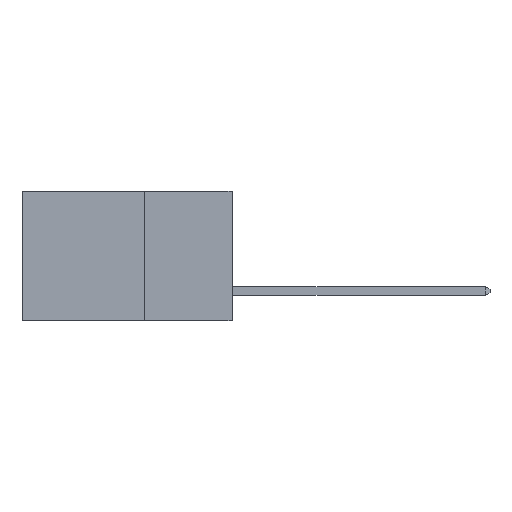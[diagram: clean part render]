
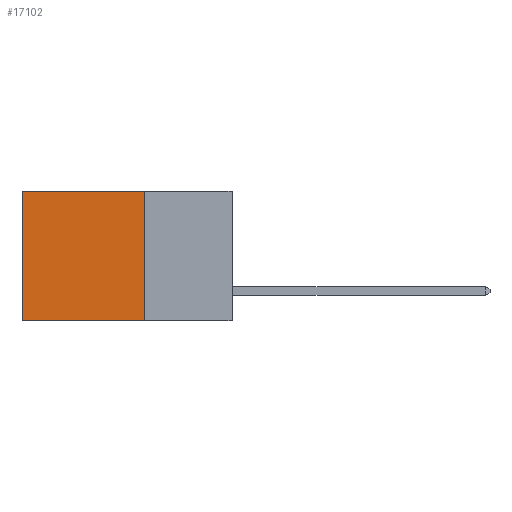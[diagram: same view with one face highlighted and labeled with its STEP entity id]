
A CAD part, left-side view. The second image highlights one B-rep face of the part: STEP entity #17102.
In plain terms, the highlighted planar face has unit normal (-1, 0, 0).
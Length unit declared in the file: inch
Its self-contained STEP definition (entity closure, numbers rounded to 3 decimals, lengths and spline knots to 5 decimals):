
#159 = CARTESIAN_POINT ( 'NONE',  ( 0.2875, 0.6, 0. ) ) ;
#169 = LINE ( 'NONE', #15644, #23217 ) ;
#1079 = VERTEX_POINT ( 'NONE', #17152 ) ;
#1281 = DIRECTION ( 'NONE',  ( 0., 1., 0. ) ) ;
#1631 = VERTEX_POINT ( 'NONE', #159 ) ;
#2013 = EDGE_CURVE ( 'NONE', #1631, #7484, #4661, .T. ) ;
#3210 = CARTESIAN_POINT ( 'NONE',  ( 0.2875, 0.25, -0.37 ) ) ;
#3854 = PLANE ( 'NONE',  #16954 ) ;
#4591 = VECTOR ( 'NONE', #1281, 39.37008 ) ;
#4661 = LINE ( 'NONE', #7451, #23746 ) ;
#5546 = DIRECTION ( 'NONE',  ( 0., 0., -1. ) ) ;
#5707 = ORIENTED_EDGE ( 'NONE', *, *, #2013, .T. ) ;
#7451 = CARTESIAN_POINT ( 'NONE',  ( 0.2875, 0.6, 0. ) ) ;
#7484 = VERTEX_POINT ( 'NONE', #9343 ) ;
#7647 = LINE ( 'NONE', #3210, #21730 ) ;
#8139 = EDGE_LOOP ( 'NONE', ( #5707, #8525, #23394, #8329 ) ) ;
#8329 = ORIENTED_EDGE ( 'NONE', *, *, #10818, .T. ) ;
#8525 = ORIENTED_EDGE ( 'NONE', *, *, #14358, .F. ) ;
#9343 = CARTESIAN_POINT ( 'NONE',  ( 0.2875, 0.6, -0.37 ) ) ;
#9484 = DIRECTION ( 'NONE',  ( 1., 0., 0. ) ) ;
#10818 = EDGE_CURVE ( 'NONE', #21873, #1631, #19302, .T. ) ;
#11981 = CARTESIAN_POINT ( 'NONE',  ( 0.2875, 0.25, 0. ) ) ;
#12018 = DIRECTION ( 'NONE',  ( 0., 0., -1. ) ) ;
#14299 = DIRECTION ( 'NONE',  ( 0., 1., 0. ) ) ;
#14358 = EDGE_CURVE ( 'NONE', #1079, #7484, #7647, .T. ) ;
#15644 = CARTESIAN_POINT ( 'NONE',  ( 0.2875, 0.25, 0. ) ) ;
#16954 = AXIS2_PLACEMENT_3D ( 'NONE', #20487, #9484, #22377 ) ;
#17102 = ADVANCED_FACE ( 'NONE', ( #21720 ), #3854, .F. ) ;
#17152 = CARTESIAN_POINT ( 'NONE',  ( 0.2875, 0.25, -0.37 ) ) ;
#19302 = LINE ( 'NONE', #23569, #4591 ) ;
#20487 = CARTESIAN_POINT ( 'NONE',  ( 0.2875, 0.25, 0. ) ) ;
#21720 = FACE_OUTER_BOUND ( 'NONE', #8139, .T. ) ;
#21730 = VECTOR ( 'NONE', #14299, 39.37008 ) ;
#21873 = VERTEX_POINT ( 'NONE', #11981 ) ;
#22377 = DIRECTION ( 'NONE',  ( 0., 0., -1. ) ) ;
#23217 = VECTOR ( 'NONE', #12018, 39.37008 ) ;
#23394 = ORIENTED_EDGE ( 'NONE', *, *, #23812, .F. ) ;
#23569 = CARTESIAN_POINT ( 'NONE',  ( 0.2875, 0.25, 0. ) ) ;
#23746 = VECTOR ( 'NONE', #5546, 39.37008 ) ;
#23812 = EDGE_CURVE ( 'NONE', #21873, #1079, #169, .T. ) ;
